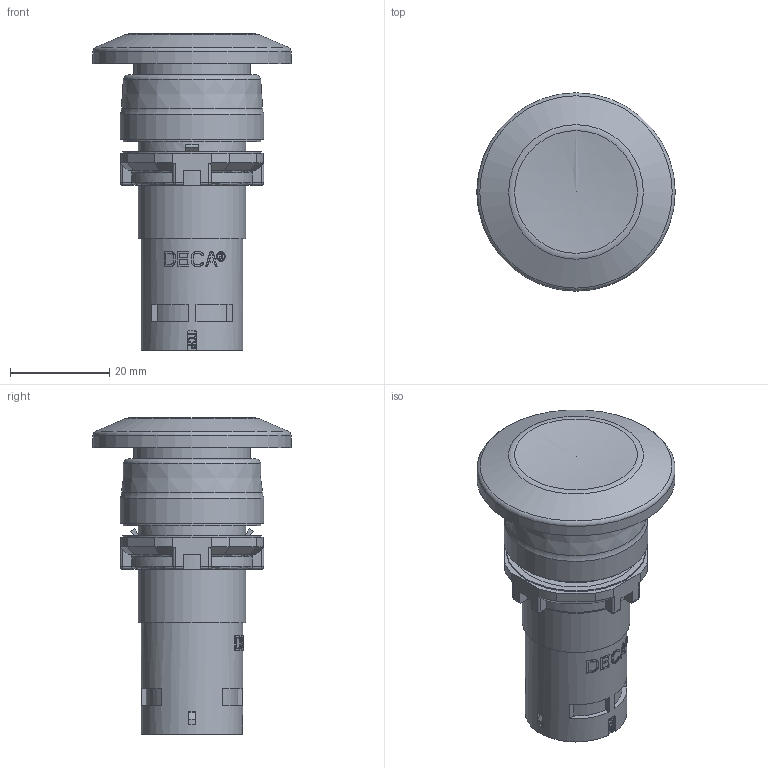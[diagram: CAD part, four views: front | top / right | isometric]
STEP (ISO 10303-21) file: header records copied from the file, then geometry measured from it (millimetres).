
FILE_DESCRIPTION( ( 'STEP AP214' ), '1' );
FILE_NAME( 'C24B-M4E01x-Solid3D-20191201.stp', '2019-12-04T01:13:19', ( ' ' ), ( ' ' ), 'XStep 1.0', ' ', ' ' );
FILE_SCHEMA( ( 'CONFIG_CONTROL_DESIGN) ( )' ) );
Length unit declared in the file: metre
Products named in the file (1): 6
Bounding box: 40 x 40 x 63.79 mm (x, y, z)
Volume: 31492.2 mm3; surface area: 8830.9 mm2
Topology: 1 solids, 2 shells, 522 faces, 1355 edges, 875 vertices
Faces by surface type: plane 281, cylinder 139, torus 37, extrusion 33, cone 13, bspline 11, sphere 8
Full cylindrical faces by diameter (mm): 20.5 x1, 21.72 x2, 23.6 x1, 24 x1, 25.4 x1, 27.8 x1, 28 x1, 29 x1, 40 x1
Entity records: 20987 total; most frequent: CARTESIAN_POINT 4367, ORIENTED_EDGE 2620, DIRECTION 2526, EDGE_CURVE 1310, AXIS2_PLACEMENT_3D 946, VERTEX_POINT 856, VECTOR 634, LINE 601
